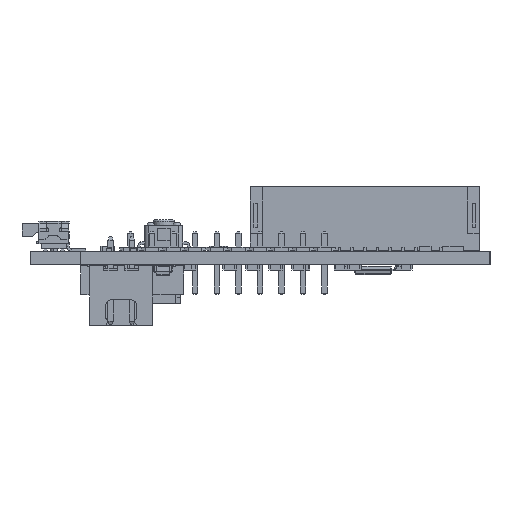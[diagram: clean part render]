
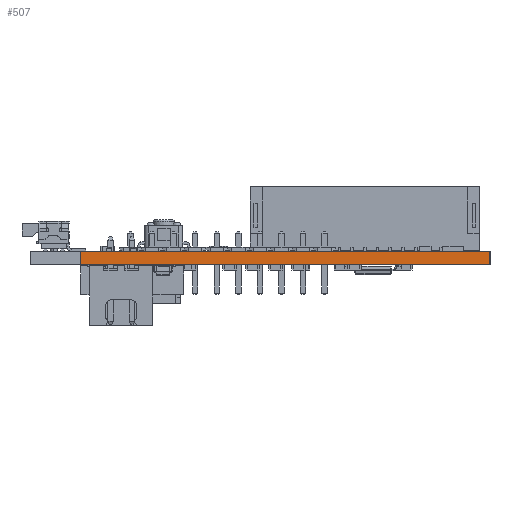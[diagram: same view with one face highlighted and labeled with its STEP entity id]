
A CAD part, left-side view. The second image highlights one B-rep face of the part: STEP entity #507.
In plain terms, the highlighted planar face has unit normal (-1, 0, 0).
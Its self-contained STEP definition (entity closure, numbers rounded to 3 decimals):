
#285 = EDGE_CURVE('',#286,#288,#290,.T.);
#286 = VERTEX_POINT('',#287);
#287 = CARTESIAN_POINT('',(-33.147,-49.174,0.));
#288 = VERTEX_POINT('',#289);
#289 = CARTESIAN_POINT('',(-33.147,-49.174,1.6));
#290 = LINE('',#291,#292);
#291 = CARTESIAN_POINT('',(-33.147,-49.174,0.));
#292 = VECTOR('',#293,1.);
#293 = DIRECTION('',(0.,0.,1.));
#482 = VERTEX_POINT('',#483);
#483 = CARTESIAN_POINT('',(-33.147,-1.,1.6));
#489 = EDGE_CURVE('',#490,#482,#492,.T.);
#490 = VERTEX_POINT('',#491);
#491 = CARTESIAN_POINT('',(-33.147,-1.,0.));
#492 = LINE('',#493,#494);
#493 = CARTESIAN_POINT('',(-33.147,-1.,0.));
#494 = VECTOR('',#495,1.);
#495 = DIRECTION('',(0.,0.,1.));
#507 = ADVANCED_FACE('',(#508),#524,.F.);
#508 = FACE_BOUND('',#509,.F.);
#509 = EDGE_LOOP('',(#510,#511,#517,#518));
#510 = ORIENTED_EDGE('',*,*,#489,.T.);
#511 = ORIENTED_EDGE('',*,*,#512,.T.);
#512 = EDGE_CURVE('',#482,#288,#513,.T.);
#513 = LINE('',#514,#515);
#514 = CARTESIAN_POINT('',(-33.147,-1.,1.6));
#515 = VECTOR('',#516,1.);
#516 = DIRECTION('',(0.,-1.,0.));
#517 = ORIENTED_EDGE('',*,*,#285,.F.);
#518 = ORIENTED_EDGE('',*,*,#519,.F.);
#519 = EDGE_CURVE('',#490,#286,#520,.T.);
#520 = LINE('',#521,#522);
#521 = CARTESIAN_POINT('',(-33.147,-1.,0.));
#522 = VECTOR('',#523,1.);
#523 = DIRECTION('',(0.,-1.,0.));
#524 = PLANE('',#525);
#525 = AXIS2_PLACEMENT_3D('',#526,#527,#528);
#526 = CARTESIAN_POINT('',(-33.147,-1.,0.));
#527 = DIRECTION('',(1.,0.,0.));
#528 = DIRECTION('',(0.,-1.,0.));
